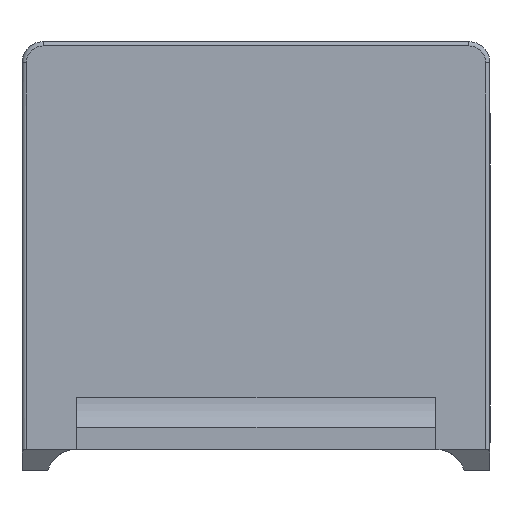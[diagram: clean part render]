
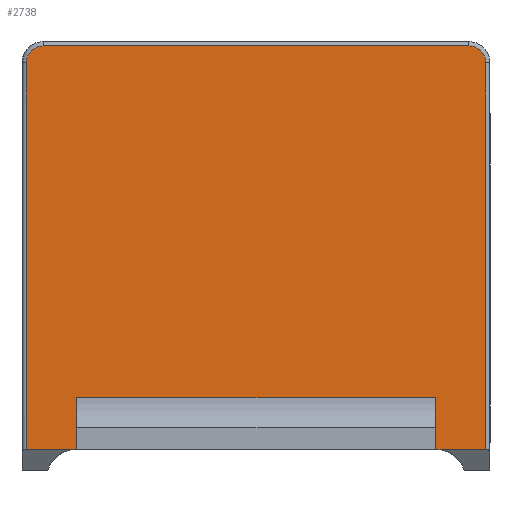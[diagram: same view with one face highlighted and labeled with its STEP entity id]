
A CAD part, left-side view. The second image highlights one B-rep face of the part: STEP entity #2738.
In plain terms, the highlighted planar face has unit normal (-1, 0, 0).
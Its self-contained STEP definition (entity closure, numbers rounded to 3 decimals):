
#1919=AXIS2_PLACEMENT_3D('Circle Axis2P3D',#1917,#1918,$) ;
#2156=AXIS2_PLACEMENT_3D('Circle Axis2P3D',#2154,#2155,$) ;
#2664=AXIS2_PLACEMENT_3D('Circle Axis2P3D',#2662,#2663,$) ;
#2677=AXIS2_PLACEMENT_3D('Plane Axis2P3D',#2674,#2675,#2676) ;
#2714=AXIS2_PLACEMENT_3D('Circle Axis2P3D',#2712,#2713,$) ;
#742=CARTESIAN_POINT('Vertex',(1.05,19.66,0.975)) ;
#745=CARTESIAN_POINT('Line Origine',(1.05,20.73,0.975)) ;
#749=CARTESIAN_POINT('Vertex',(1.05,21.8,0.975)) ;
#785=CARTESIAN_POINT('Line Origine',(1.05,21.8,10.078)) ;
#789=CARTESIAN_POINT('Vertex',(1.05,21.8,19.15)) ;
#1914=CARTESIAN_POINT('Vertex',(1.05,19.425,1.)) ;
#1917=CARTESIAN_POINT('Axis2P3D Location',(1.05,19.386,-0.5)) ;
#2151=CARTESIAN_POINT('Vertex',(1.05,2.34,0.975)) ;
#2154=CARTESIAN_POINT('Axis2P3D Location',(1.05,2.614,-0.5)) ;
#2158=CARTESIAN_POINT('Vertex',(1.05,2.575,0.999)) ;
#2659=CARTESIAN_POINT('Vertex',(1.05,21.,19.95)) ;
#2662=CARTESIAN_POINT('Axis2P3D Location',(1.05,21.,19.15)) ;
#2674=CARTESIAN_POINT('Axis2P3D Location',(1.05,11.,0.)) ;
#2679=CARTESIAN_POINT('Line Origine',(1.05,19.425,2.2)) ;
#2683=CARTESIAN_POINT('Vertex',(1.05,19.425,3.4)) ;
#2686=CARTESIAN_POINT('Line Origine',(1.05,11.,3.4)) ;
#2690=CARTESIAN_POINT('Vertex',(1.05,2.575,3.4)) ;
#2693=CARTESIAN_POINT('Line Origine',(1.05,2.575,2.2)) ;
#2698=CARTESIAN_POINT('Line Origine',(1.05,1.27,0.975)) ;
#2702=CARTESIAN_POINT('Vertex',(1.05,0.2,0.975)) ;
#2705=CARTESIAN_POINT('Line Origine',(1.05,0.2,10.062)) ;
#2709=CARTESIAN_POINT('Vertex',(1.05,0.2,19.15)) ;
#2712=CARTESIAN_POINT('Axis2P3D Location',(1.05,1.,19.15)) ;
#2716=CARTESIAN_POINT('Vertex',(1.05,1.,19.95)) ;
#2719=CARTESIAN_POINT('Line Origine',(1.05,11.,19.95)) ;
#746=DIRECTION('Vector Direction',(0.,1.,0.)) ;
#786=DIRECTION('Vector Direction',(0.,0.,1.)) ;
#1918=DIRECTION('Axis2P3D Direction',(-1.,0.,0.)) ;
#2155=DIRECTION('Axis2P3D Direction',(-1.,0.,0.)) ;
#2663=DIRECTION('Axis2P3D Direction',(-1.,0.,0.)) ;
#2675=DIRECTION('Axis2P3D Direction',(-1.,0.,0.)) ;
#2676=DIRECTION('Axis2P3D XDirection',(0.,-1.,0.)) ;
#2680=DIRECTION('Vector Direction',(0.,0.,-1.)) ;
#2687=DIRECTION('Vector Direction',(0.,-1.,0.)) ;
#2694=DIRECTION('Vector Direction',(0.,0.,-1.)) ;
#2699=DIRECTION('Vector Direction',(0.,1.,0.)) ;
#2706=DIRECTION('Vector Direction',(0.,0.,1.)) ;
#2713=DIRECTION('Axis2P3D Direction',(-1.,0.,0.)) ;
#2720=DIRECTION('Vector Direction',(0.,-1.,0.)) ;
#747=VECTOR('Line Direction',#746,1.) ;
#787=VECTOR('Line Direction',#786,1.) ;
#2681=VECTOR('Line Direction',#2680,1.) ;
#2688=VECTOR('Line Direction',#2687,1.) ;
#2695=VECTOR('Line Direction',#2694,1.) ;
#2700=VECTOR('Line Direction',#2699,1.) ;
#2707=VECTOR('Line Direction',#2706,1.) ;
#2721=VECTOR('Line Direction',#2720,1.) ;
#2725=ORIENTED_EDGE('',*,*,#751,.F.) ;
#2726=ORIENTED_EDGE('',*,*,#1921,.T.) ;
#2727=ORIENTED_EDGE('',*,*,#2685,.T.) ;
#2728=ORIENTED_EDGE('',*,*,#2692,.T.) ;
#2729=ORIENTED_EDGE('',*,*,#2697,.F.) ;
#2730=ORIENTED_EDGE('',*,*,#2160,.T.) ;
#2731=ORIENTED_EDGE('',*,*,#2704,.F.) ;
#2732=ORIENTED_EDGE('',*,*,#2711,.T.) ;
#2733=ORIENTED_EDGE('',*,*,#2718,.T.) ;
#2734=ORIENTED_EDGE('',*,*,#2723,.T.) ;
#2735=ORIENTED_EDGE('',*,*,#2666,.T.) ;
#2736=ORIENTED_EDGE('',*,*,#791,.T.) ;
#2738=ADVANCED_FACE('KLTR_BK6.1',(#2737),#2678,.T.) ;
#1920=CIRCLE('generated circle',#1919,1.5) ;
#2157=CIRCLE('generated circle',#2156,1.5) ;
#2665=CIRCLE('generated circle',#2664,0.8) ;
#2715=CIRCLE('generated circle',#2714,0.8) ;
#751=EDGE_CURVE('',#743,#750,#748,.T.) ;
#791=EDGE_CURVE('',#790,#750,#788,.F.) ;
#1921=EDGE_CURVE('',#743,#1915,#1920,.F.) ;
#2160=EDGE_CURVE('',#2159,#2152,#2157,.F.) ;
#2666=EDGE_CURVE('',#2660,#790,#2665,.T.) ;
#2685=EDGE_CURVE('',#1915,#2684,#2682,.F.) ;
#2692=EDGE_CURVE('',#2684,#2691,#2689,.T.) ;
#2697=EDGE_CURVE('',#2159,#2691,#2696,.F.) ;
#2704=EDGE_CURVE('',#2703,#2152,#2701,.T.) ;
#2711=EDGE_CURVE('',#2703,#2710,#2708,.T.) ;
#2718=EDGE_CURVE('',#2710,#2717,#2715,.T.) ;
#2723=EDGE_CURVE('',#2717,#2660,#2722,.F.) ;
#2724=EDGE_LOOP('',(#2725,#2726,#2727,#2728,#2729,#2730,#2731,#2732,#2733,#2734,#2735,#2736)) ;
#2737=FACE_OUTER_BOUND('',#2724,.T.) ;
#748=LINE('Line',#745,#747) ;
#788=LINE('Line',#785,#787) ;
#2682=LINE('Line',#2679,#2681) ;
#2689=LINE('Line',#2686,#2688) ;
#2696=LINE('Line',#2693,#2695) ;
#2701=LINE('Line',#2698,#2700) ;
#2708=LINE('Line',#2705,#2707) ;
#2722=LINE('Line',#2719,#2721) ;
#2678=PLANE('',#2677) ;
#743=VERTEX_POINT('',#742) ;
#750=VERTEX_POINT('',#749) ;
#790=VERTEX_POINT('',#789) ;
#1915=VERTEX_POINT('',#1914) ;
#2152=VERTEX_POINT('',#2151) ;
#2159=VERTEX_POINT('',#2158) ;
#2660=VERTEX_POINT('',#2659) ;
#2684=VERTEX_POINT('',#2683) ;
#2691=VERTEX_POINT('',#2690) ;
#2703=VERTEX_POINT('',#2702) ;
#2710=VERTEX_POINT('',#2709) ;
#2717=VERTEX_POINT('',#2716) ;
